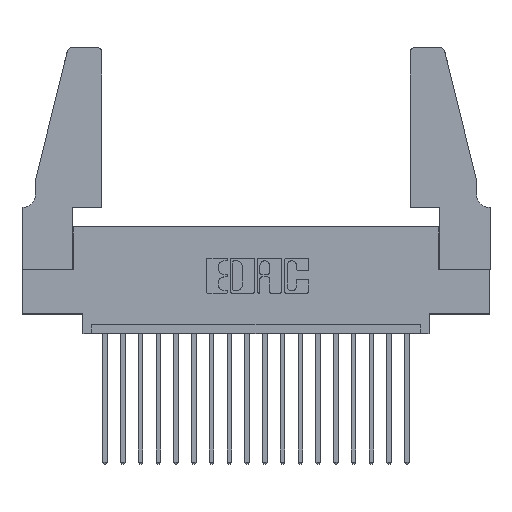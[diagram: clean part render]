
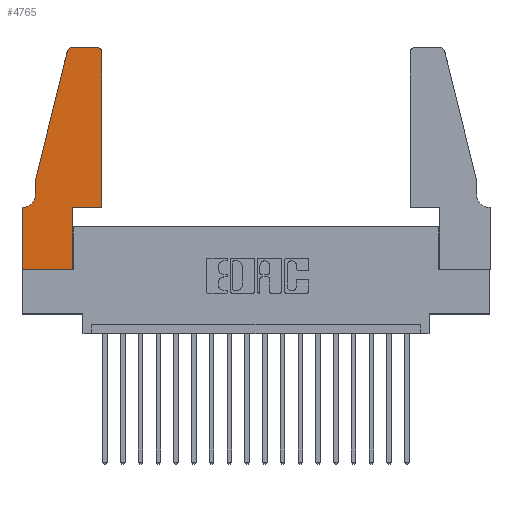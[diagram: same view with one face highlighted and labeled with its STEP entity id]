
A CAD part, top view. The second image highlights one B-rep face of the part: STEP entity #4765.
In plain terms, the highlighted planar face has unit normal (0, 0, 1).
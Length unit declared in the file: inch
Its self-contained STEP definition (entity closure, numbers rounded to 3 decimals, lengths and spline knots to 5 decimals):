
#23 = VECTOR ( 'NONE', #4864, 39.37008 ) ;
#168 = ORIENTED_EDGE ( 'NONE', *, *, #943, .T. ) ;
#377 = VERTEX_POINT ( 'NONE', #6130 ) ;
#567 = DIRECTION ( 'NONE',  ( 0., 0., -1. ) ) ;
#836 = VERTEX_POINT ( 'NONE', #14789 ) ;
#943 = EDGE_CURVE ( 'NONE', #377, #3423, #5545, .T. ) ;
#1026 = DIRECTION ( 'NONE',  ( 1., 0., 0. ) ) ;
#1242 = AXIS2_PLACEMENT_3D ( 'NONE', #11448, #14291, #11397 ) ;
#1740 = CARTESIAN_POINT ( 'NONE',  ( 0.4505, 1.22, 0.37 ) ) ;
#2097 = AXIS2_PLACEMENT_3D ( 'NONE', #5378, #567, #13815 ) ;
#2274 = VECTOR ( 'NONE', #13362, 39.37008 ) ;
#2572 = CARTESIAN_POINT ( 'NONE',  ( 0., 0., 0.37 ) ) ;
#2827 = AXIS2_PLACEMENT_3D ( 'NONE', #10487, #16395, #16519 ) ;
#3014 = EDGE_CURVE ( 'NONE', #836, #15350, #11021, .T. ) ;
#3205 = EDGE_CURVE ( 'NONE', #8126, #15832, #18607, .T. ) ;
#3314 = CARTESIAN_POINT ( 'NONE',  ( 0.4505, 0.35, 0.37 ) ) ;
#3423 = VERTEX_POINT ( 'NONE', #6097 ) ;
#3506 = LINE ( 'NONE', #13689, #5806 ) ;
#4177 = ORIENTED_EDGE ( 'NONE', *, *, #13921, .T. ) ;
#4408 = CARTESIAN_POINT ( 'NONE',  ( 0., 0., 0.37 ) ) ;
#4663 = CARTESIAN_POINT ( 'NONE',  ( 0.2605, 1.25, 0.37 ) ) ;
#4665 = DIRECTION ( 'NONE',  ( 1., 0., 0. ) ) ;
#4765 = ADVANCED_FACE ( 'NONE', ( #10697 ), #8450, .T. ) ;
#4853 = EDGE_LOOP ( 'NONE', ( #5497, #15510, #11115, #9379, #13444, #14874, #168, #19028, #4177, #8761, #18056, #15488 ) ) ;
#4864 = DIRECTION ( 'NONE',  ( 0., 1., 0. ) ) ;
#4883 = VERTEX_POINT ( 'NONE', #18323 ) ;
#4963 = CARTESIAN_POINT ( 'NONE',  ( 0.0755, 0.42, 0.37 ) ) ;
#5253 = EDGE_CURVE ( 'NONE', #9186, #836, #6531, .T. ) ;
#5378 = CARTESIAN_POINT ( 'NONE',  ( 0.0055, 0.42, 0.37 ) ) ;
#5448 = CARTESIAN_POINT ( 'NONE',  ( 0.4505, 0.35, 0.37 ) ) ;
#5497 = ORIENTED_EDGE ( 'NONE', *, *, #3014, .T. ) ;
#5545 = LINE ( 'NONE', #4408, #14537 ) ;
#5552 = VERTEX_POINT ( 'NONE', #12976 ) ;
#5684 = CARTESIAN_POINT ( 'NONE',  ( 0., 0.35, 0.37 ) ) ;
#5799 = VERTEX_POINT ( 'NONE', #12747 ) ;
#5806 = VECTOR ( 'NONE', #7675, 39.37008 ) ;
#6097 = CARTESIAN_POINT ( 'NONE',  ( 0., 0., 0.37 ) ) ;
#6130 = CARTESIAN_POINT ( 'NONE',  ( 0., 0.35, 0.37 ) ) ;
#6531 = CIRCLE ( 'NONE', #1242, 0.03 ) ;
#6914 = CARTESIAN_POINT ( 'NONE',  ( 0.0055, 0.35, 0.37 ) ) ;
#7099 = DIRECTION ( 'NONE',  ( 1., 0., 0. ) ) ;
#7675 = DIRECTION ( 'NONE',  ( -1., 0., 0. ) ) ;
#7809 = VERTEX_POINT ( 'NONE', #14419 ) ;
#7846 = EDGE_CURVE ( 'NONE', #13841, #9186, #8998, .T. ) ;
#8126 = VERTEX_POINT ( 'NONE', #4963 ) ;
#8222 = VECTOR ( 'NONE', #16693, 39.37008 ) ;
#8450 = PLANE ( 'NONE',  #10231 ) ;
#8761 = ORIENTED_EDGE ( 'NONE', *, *, #10979, .T. ) ;
#8998 = LINE ( 'NONE', #15262, #23 ) ;
#9186 = VERTEX_POINT ( 'NONE', #1740 ) ;
#9379 = ORIENTED_EDGE ( 'NONE', *, *, #9860, .T. ) ;
#9575 = CARTESIAN_POINT ( 'NONE',  ( 0.284, 1.25, 0.37 ) ) ;
#9758 = DIRECTION ( 'NONE',  ( 0., 1., 0. ) ) ;
#9860 = EDGE_CURVE ( 'NONE', #5799, #8126, #12828, .T. ) ;
#10231 = AXIS2_PLACEMENT_3D ( 'NONE', #5684, #18772, #1026 ) ;
#10487 = CARTESIAN_POINT ( 'NONE',  ( 0.284, 1.22, 0.37 ) ) ;
#10697 = FACE_OUTER_BOUND ( 'NONE', #4853, .T. ) ;
#10979 = EDGE_CURVE ( 'NONE', #4883, #13841, #16255, .T. ) ;
#11021 = LINE ( 'NONE', #4663, #2274 ) ;
#11115 = ORIENTED_EDGE ( 'NONE', *, *, #12105, .T. ) ;
#11397 = DIRECTION ( 'NONE',  ( 1., 0., 0. ) ) ;
#11448 = CARTESIAN_POINT ( 'NONE',  ( 0.4205, 1.22, 0.37 ) ) ;
#11586 = DIRECTION ( 'NONE',  ( -0.239, -0.971, 0. ) ) ;
#11667 = LINE ( 'NONE', #14496, #19030 ) ;
#11817 = LINE ( 'NONE', #12667, #12038 ) ;
#12038 = VECTOR ( 'NONE', #9758, 39.37008 ) ;
#12105 = EDGE_CURVE ( 'NONE', #7809, #5799, #11667, .T. ) ;
#12667 = CARTESIAN_POINT ( 'NONE',  ( 0.2865, 0.35, 0.37 ) ) ;
#12747 = CARTESIAN_POINT ( 'NONE',  ( 0.0755, 0.5, 0.37 ) ) ;
#12828 = LINE ( 'NONE', #13737, #8222 ) ;
#12976 = CARTESIAN_POINT ( 'NONE',  ( 0.2865, 0., 0.37 ) ) ;
#13362 = DIRECTION ( 'NONE',  ( -1., 0., 0. ) ) ;
#13444 = ORIENTED_EDGE ( 'NONE', *, *, #3205, .T. ) ;
#13542 = DIRECTION ( 'NONE',  ( 0., -1., 0. ) ) ;
#13689 = CARTESIAN_POINT ( 'NONE',  ( 0.0755, 0.35, 0.37 ) ) ;
#13737 = CARTESIAN_POINT ( 'NONE',  ( 0.0755, 0.5, 0.37 ) ) ;
#13815 = DIRECTION ( 'NONE',  ( -1., 0., 0. ) ) ;
#13841 = VERTEX_POINT ( 'NONE', #5448 ) ;
#13921 = EDGE_CURVE ( 'NONE', #5552, #4883, #11817, .T. ) ;
#14196 = EDGE_CURVE ( 'NONE', #15832, #377, #3506, .T. ) ;
#14291 = DIRECTION ( 'NONE',  ( 0., 0., 1. ) ) ;
#14419 = CARTESIAN_POINT ( 'NONE',  ( 0.25487, 1.22718, 0.37 ) ) ;
#14496 = CARTESIAN_POINT ( 'NONE',  ( 0.0755, 0.5, 0.37 ) ) ;
#14537 = VECTOR ( 'NONE', #13542, 39.37008 ) ;
#14789 = CARTESIAN_POINT ( 'NONE',  ( 0.4205, 1.25, 0.37 ) ) ;
#14874 = ORIENTED_EDGE ( 'NONE', *, *, #14196, .T. ) ;
#15084 = EDGE_CURVE ( 'NONE', #3423, #5552, #17770, .T. ) ;
#15262 = CARTESIAN_POINT ( 'NONE',  ( 0.4505, 0.35, 0.37 ) ) ;
#15345 = VECTOR ( 'NONE', #4665, 39.37008 ) ;
#15350 = VERTEX_POINT ( 'NONE', #9575 ) ;
#15488 = ORIENTED_EDGE ( 'NONE', *, *, #5253, .T. ) ;
#15510 = ORIENTED_EDGE ( 'NONE', *, *, #17296, .T. ) ;
#15832 = VERTEX_POINT ( 'NONE', #6914 ) ;
#16255 = LINE ( 'NONE', #3314, #15345 ) ;
#16395 = DIRECTION ( 'NONE',  ( 0., 0., 1. ) ) ;
#16519 = DIRECTION ( 'NONE',  ( 1., 0., 0. ) ) ;
#16693 = DIRECTION ( 'NONE',  ( 0., -1., 0. ) ) ;
#17296 = EDGE_CURVE ( 'NONE', #15350, #7809, #17690, .T. ) ;
#17690 = CIRCLE ( 'NONE', #2827, 0.03 ) ;
#17770 = LINE ( 'NONE', #2572, #18676 ) ;
#18056 = ORIENTED_EDGE ( 'NONE', *, *, #7846, .T. ) ;
#18323 = CARTESIAN_POINT ( 'NONE',  ( 0.2865, 0.35, 0.37 ) ) ;
#18607 = CIRCLE ( 'NONE', #2097, 0.07 ) ;
#18676 = VECTOR ( 'NONE', #7099, 39.37008 ) ;
#18772 = DIRECTION ( 'NONE',  ( 0., 0., 1. ) ) ;
#19028 = ORIENTED_EDGE ( 'NONE', *, *, #15084, .T. ) ;
#19030 = VECTOR ( 'NONE', #11586, 39.37008 ) ;
